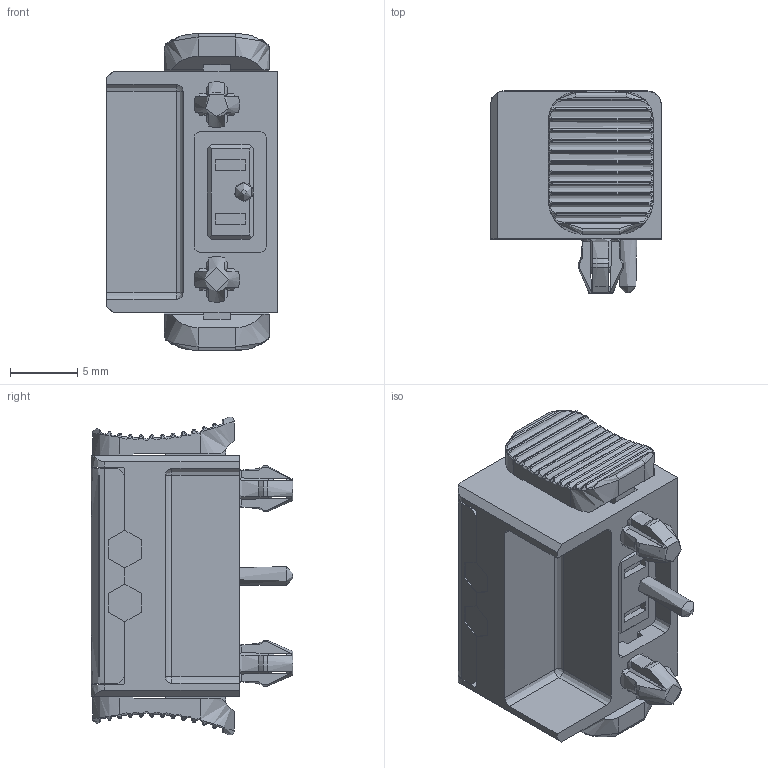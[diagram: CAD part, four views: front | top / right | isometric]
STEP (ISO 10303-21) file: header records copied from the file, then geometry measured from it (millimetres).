
FILE_DESCRIPTION(/* description */ (''),/* implementation_level */ '2;1');
FILE_NAME(/* name */ '20221116_MIC-KON 2polig_3D-ohne KS v2.step',/* time_stamp */ '2022-11-16T09:23:58+01:00',/* author */ (''),/* organization */ (''),/* preprocessor_version */ 'ST-DEVELOPER v19.2',/* originating_system */ 'Autodesk Translation Framework v11.17.0.187',/* authorisation */ '');
FILE_SCHEMA (('AUTOMOTIVE_DESIGN { 1 0 10303 214 3 1 1 }'));
Products named in the file (3): 20221116_MIC-KON 2polig_3D-ohne KS; 21.02.212.113.1; Komponente62
Assembly tree (2 placements, depth 2):
  20221116_MIC-KON 2polig_3D-ohne KS
    21.02.212.113.1
    Komponente62
Bounding box: 12.7 x 15.02 x 23.65 mm (x, y, z)
Volume: 2200.4 mm3; surface area: 1992.3 mm2
Topology: 1 solids, 1 shells, 807 faces, 2221 edges, 1402 vertices
Faces by surface type: plane 298, cylinder 247, bspline 171, torus 64, cone 25, sphere 2
Full cylindrical faces by diameter (mm): 1.4 x1, 1.9 x2
Entity records: 49291 total; most frequent: CARTESIAN_POINT 29673, ORIENTED_EDGE 4438, DIRECTION 3753, EDGE_CURVE 2219, VERTEX_POINT 1402, AXIS2_PLACEMENT_3D 1315, LINE 1123, VECTOR 1123
